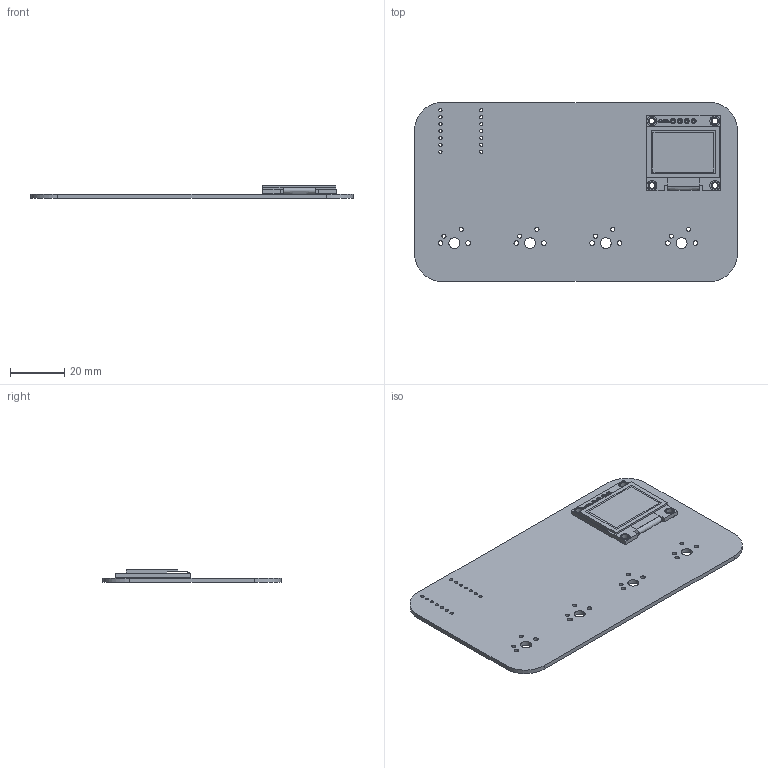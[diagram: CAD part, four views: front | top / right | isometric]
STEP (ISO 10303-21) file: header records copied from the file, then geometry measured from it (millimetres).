
FILE_DESCRIPTION(('Designed by EasyEDA Pro'),'2;1');
FILE_NAME('Open CASCADE Shape Model','2025-06-12T22:17:08',('Author'),( 'Open CASCADE'),'Open CASCADE STEP processor 7.8','Open CASCADE 7.8' ,'Unknown');
FILE_SCHEMA(('AUTOMOTIVE_DESIGN { 1 0 10303 214 1 1 1 1 }'));
Length unit declared in the file: millimetre
Products named in the file (8): EasyEDA PCB Model~3GQ1; Board~3GQ1; TopCopper~3GQ1; BottomCopper~3GQ1; TopFpcStiffener~3GQ1; BottomFpcStiffener~3GQ1; U1~OLED-TH_L27.8-W27.2-P2.54_C9900033791~OLED-TH_L27.8-W27.2-P2.54_
C9900033791~3GQ1; OLED-TH_L27.8-W27.2-P2.54_C9900033791~OLED-TH_L27.8-W27.2-P2.54_
C9900033791~3GQ1
Assembly tree (7 placements, depth 3):
  EasyEDA PCB Model~3GQ1
    Board~3GQ1
    TopCopper~3GQ1
    BottomCopper~3GQ1
    TopFpcStiffener~3GQ1
    BottomFpcStiffener~3GQ1
    U1~OLED-TH_L27.8-W27.2-P2.54_C9900033791~OLED-TH_L27.8-W27.2-P2.54_
C9900033791~3GQ1
      OLED-TH_L27.8-W27.2-P2.54_C9900033791~OLED-TH_L27.8-W27.2-P2.54_
C9900033791~3GQ1
Bounding box: 118.97 x 65.97 x 4.72 mm (x, y, z)
Volume: 14034.4 mm3; surface area: 18685.3 mm2
Topology: 2 solids, 2 shells, 419 faces, 1129 edges, 752 vertices
Faces by surface type: plane 183, cylinder 136, bspline 100
Entity records: 17845 total; most frequent: CARTESIAN_POINT 3836, ORIENTED_EDGE 2258, DIRECTION 1851, EDGE_CURVE 1129, VERTEX_POINT 752, LINE 653, VECTOR 653, AXIS2_PLACEMENT_3D 599
